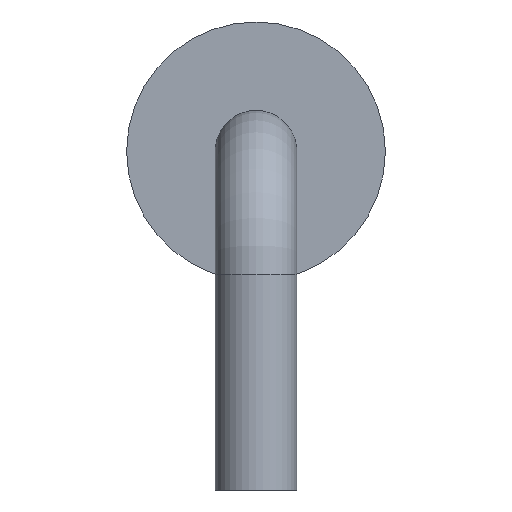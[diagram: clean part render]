
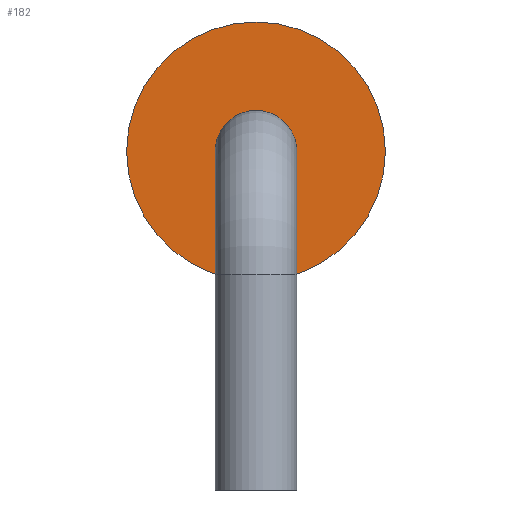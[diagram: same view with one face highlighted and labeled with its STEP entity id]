
A CAD part, left-side view. The second image highlights one B-rep face of the part: STEP entity #182.
In plain terms, the highlighted planar face has unit normal (-1, 0, 0).
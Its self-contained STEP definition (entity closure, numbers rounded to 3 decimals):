
#23=PLANE('',#216);
#30=FACE_OUTER_BOUND('',#44,.T.);
#44=EDGE_LOOP('',(#128));
#69=CIRCLE('',#213,1.36);
#86=VERTEX_POINT('',#322);
#102=EDGE_CURVE('',#86,#86,#69,.T.);
#128=ORIENTED_EDGE('',*,*,#102,.F.);
#182=ADVANCED_FACE('',(#30),#23,.T.);
#213=AXIS2_PLACEMENT_3D('',#324,#252,#253);
#216=AXIS2_PLACEMENT_3D('',#328,#258,#259);
#252=DIRECTION('center_axis',(1.,0.,0.));
#253=DIRECTION('ref_axis',(0.,0.,-1.));
#258=DIRECTION('center_axis',(-1.,0.,0.));
#259=DIRECTION('ref_axis',(0.,0.,1.));
#322=CARTESIAN_POINT('',(-2.605,0.,3.));
#324=CARTESIAN_POINT('Origin',(-2.605,0.,1.64));
#328=CARTESIAN_POINT('Origin',(-2.605,0.,0.28));
